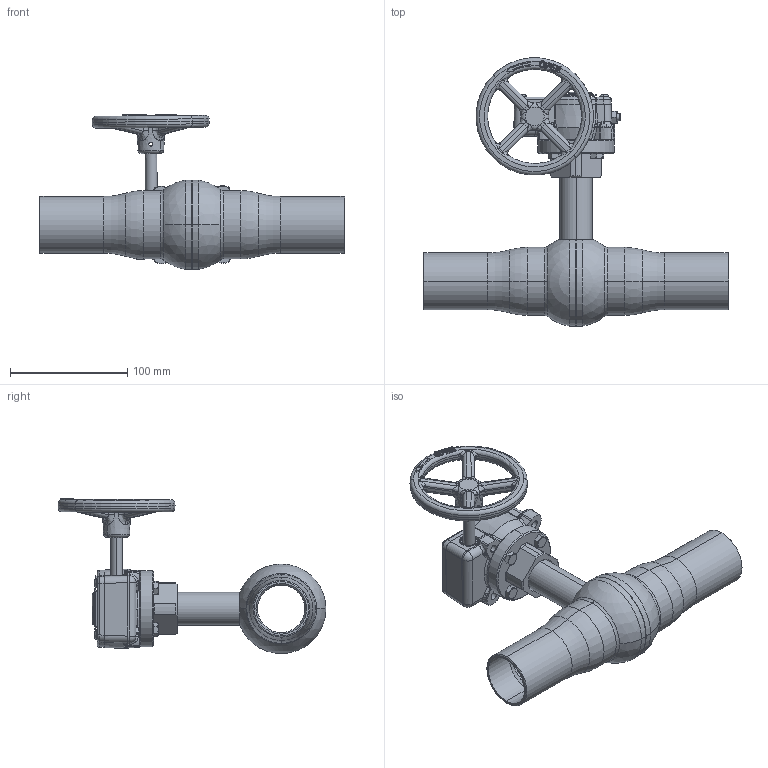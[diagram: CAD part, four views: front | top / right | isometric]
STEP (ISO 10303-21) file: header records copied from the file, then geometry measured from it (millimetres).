
FILE_DESCRIPTION (( 'STEP AP214' ), '1' );
FILE_NAME ('8600240040 480.step', '2025-05-29T08:16:47', ( '' ), ( '' ), 'SwSTEP 2.0', 'SolidWorks 2023', '' );
FILE_SCHEMA (( 'AUTOMOTIVE_DESIGN' ));
Length unit declared in the file: millimetre
Products named in the file (1): 8600240040 480
Bounding box: 260 x 228.09 x 131.94 mm (x, y, z)
Surface area: 115861.3 mm2 (no closed solid volume)
Topology: 0 solids, 16 shells, 919 faces, 2518 edges, 1580 vertices
Faces by surface type: plane 296, bspline 216, cylinder 168, cone 144, torus 68, sphere 27
Entity records: 44209 total; most frequent: CARTESIAN_POINT 23196, ORIENTED_EDGE 4586, DIRECTION 3940, EDGE_CURVE 2518, VERTEX_POINT 1580, AXIS2_PLACEMENT_3D 1531, EDGE_LOOP 978, FACE_OUTER_BOUND 919
